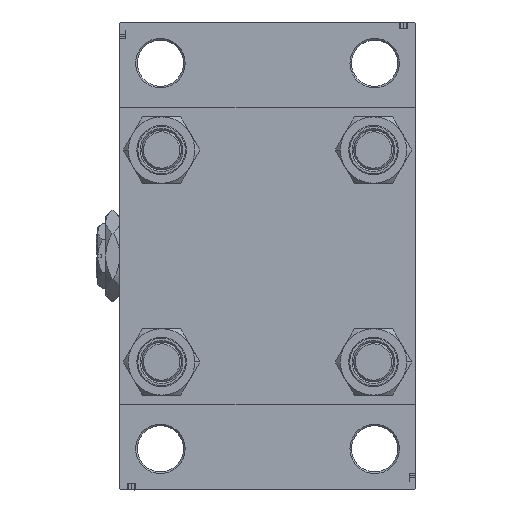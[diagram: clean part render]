
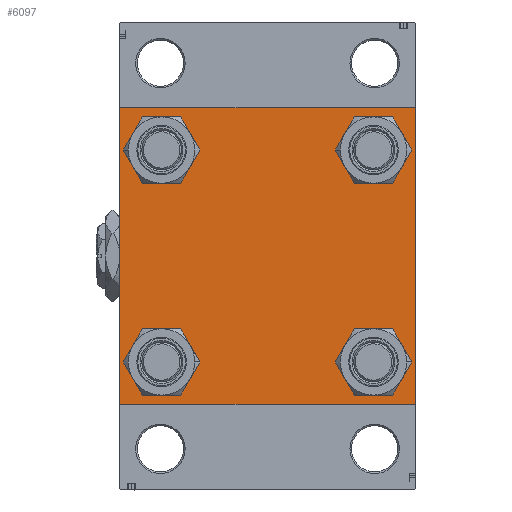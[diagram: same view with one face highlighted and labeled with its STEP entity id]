
A CAD part, left-side view. The second image highlights one B-rep face of the part: STEP entity #6097.
In plain terms, the highlighted planar face has unit normal (-1, 0, 0).
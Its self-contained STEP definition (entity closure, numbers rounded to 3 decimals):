
#305 = EDGE_CURVE ( 'NONE', #15654, #25787, #49316, .T. ) ;
#682 = CIRCLE ( 'NONE', #17253, 6.5 ) ;
#1021 = CARTESIAN_POINT ( 'NONE',  ( 0., -44.75, -44.75 ) ) ;
#1773 = CARTESIAN_POINT ( 'NONE',  ( 0., -32.15, 32.15 ) ) ;
#2220 = DIRECTION ( 'NONE',  ( 0., 0., 1. ) ) ;
#2347 = ORIENTED_EDGE ( 'NONE', *, *, #14260, .T. ) ;
#2430 = ORIENTED_EDGE ( 'NONE', *, *, #23008, .F. ) ;
#2445 = VERTEX_POINT ( 'NONE', #7487 ) ;
#2994 = LINE ( 'NONE', #50596, #13030 ) ;
#3260 = EDGE_LOOP ( 'NONE', ( #21645, #45435 ) ) ;
#4320 = CARTESIAN_POINT ( 'NONE',  ( 0., 45., -45. ) ) ;
#5037 = ORIENTED_EDGE ( 'NONE', *, *, #9309, .T. ) ;
#5122 = LINE ( 'NONE', #28152, #13673 ) ;
#5642 = CARTESIAN_POINT ( 'NONE',  ( 0., 0., 0. ) ) ;
#5808 = VECTOR ( 'NONE', #10051, 1000. ) ;
#5810 = VERTEX_POINT ( 'NONE', #10857 ) ;
#6097 = ADVANCED_FACE ( 'NONE', ( #33554, #33309, #49082, #37699, #37961 ), #21414, .T. ) ;
#6200 = DIRECTION ( 'NONE',  ( 0., 0., 1. ) ) ;
#7224 = AXIS2_PLACEMENT_3D ( 'NONE', #15201, #38464, #22429 ) ;
#7317 = EDGE_CURVE ( 'NONE', #45706, #15404, #46200, .T. ) ;
#7487 = CARTESIAN_POINT ( 'NONE',  ( 0., -45., 44.5 ) ) ;
#8382 = EDGE_LOOP ( 'NONE', ( #21943, #47031, #43499, #33975, #2430, #36877, #16458, #17259 ) ) ;
#8662 = CARTESIAN_POINT ( 'NONE',  ( 0., -32.15, -32.15 ) ) ;
#8703 = LINE ( 'NONE', #4320, #8886 ) ;
#8840 = CIRCLE ( 'NONE', #46849, 6.5 ) ;
#8886 = VECTOR ( 'NONE', #36380, 1000. ) ;
#8934 = CARTESIAN_POINT ( 'NONE',  ( 0., -32.15, -25.65 ) ) ;
#9309 = EDGE_CURVE ( 'NONE', #27560, #45678, #11683, .T. ) ;
#9799 = VERTEX_POINT ( 'NONE', #32268 ) ;
#10051 = DIRECTION ( 'NONE',  ( 0., 0., -1. ) ) ;
#10281 = DIRECTION ( 'NONE',  ( -1., 0., 0. ) ) ;
#10573 = EDGE_CURVE ( 'NONE', #2445, #45294, #5122, .T. ) ;
#10677 = CARTESIAN_POINT ( 'NONE',  ( 0., -44.5, -45. ) ) ;
#10730 = DIRECTION ( 'NONE',  ( 0., 0., 1. ) ) ;
#10789 = ORIENTED_EDGE ( 'NONE', *, *, #28115, .T. ) ;
#10857 = CARTESIAN_POINT ( 'NONE',  ( 0., -32.15, -38.65 ) ) ;
#11048 = EDGE_CURVE ( 'NONE', #44516, #20722, #43442, .T. ) ;
#11532 = ORIENTED_EDGE ( 'NONE', *, *, #48760, .T. ) ;
#11683 = CIRCLE ( 'NONE', #38941, 6.5 ) ;
#12418 = CARTESIAN_POINT ( 'NONE',  ( 0., -32.15, -32.15 ) ) ;
#13030 = VECTOR ( 'NONE', #43084, 1000. ) ;
#13673 = VECTOR ( 'NONE', #33059, 1000. ) ;
#13806 = VERTEX_POINT ( 'NONE', #37499 ) ;
#13845 = VECTOR ( 'NONE', #32541, 1000. ) ;
#14260 = EDGE_CURVE ( 'NONE', #20722, #44516, #8840, .T. ) ;
#14684 = VECTOR ( 'NONE', #34304, 1000. ) ;
#15159 = CARTESIAN_POINT ( 'NONE',  ( 0., 32.15, 32.15 ) ) ;
#15201 = CARTESIAN_POINT ( 'NONE',  ( 0., 32.15, 32.15 ) ) ;
#15404 = VERTEX_POINT ( 'NONE', #16481 ) ;
#15510 = EDGE_CURVE ( 'NONE', #25787, #37978, #8703, .T. ) ;
#15654 = VERTEX_POINT ( 'NONE', #40780 ) ;
#15751 = CARTESIAN_POINT ( 'NONE',  ( 0., 45., 45. ) ) ;
#15790 = EDGE_CURVE ( 'NONE', #13806, #9799, #2994, .T. ) ;
#16344 = EDGE_CURVE ( 'NONE', #37978, #17378, #40849, .T. ) ;
#16458 = ORIENTED_EDGE ( 'NONE', *, *, #47331, .F. ) ;
#16481 = CARTESIAN_POINT ( 'NONE',  ( 0., 32.15, 38.65 ) ) ;
#16804 = DIRECTION ( 'NONE',  ( 0., -0.707, 0.707 ) ) ;
#17253 = AXIS2_PLACEMENT_3D ( 'NONE', #8662, #43343, #36069 ) ;
#17259 = ORIENTED_EDGE ( 'NONE', *, *, #15790, .T. ) ;
#17378 = VERTEX_POINT ( 'NONE', #33410 ) ;
#19192 = CIRCLE ( 'NONE', #49762, 6.5 ) ;
#19931 = DIRECTION ( 'NONE',  ( 1., 0., 0. ) ) ;
#20445 = ORIENTED_EDGE ( 'NONE', *, *, #47382, .T. ) ;
#20722 = VERTEX_POINT ( 'NONE', #40278 ) ;
#20933 = VERTEX_POINT ( 'NONE', #8934 ) ;
#21414 = PLANE ( 'NONE',  #46155 ) ;
#21645 = ORIENTED_EDGE ( 'NONE', *, *, #46717, .T. ) ;
#21674 = DIRECTION ( 'NONE',  ( 0., 0., 1. ) ) ;
#21925 = DIRECTION ( 'NONE',  ( 0., 0., 1. ) ) ;
#21943 = ORIENTED_EDGE ( 'NONE', *, *, #34805, .T. ) ;
#22132 = CARTESIAN_POINT ( 'NONE',  ( 0., 32.15, 25.65 ) ) ;
#22429 = DIRECTION ( 'NONE',  ( 0., 0., 1. ) ) ;
#23008 = EDGE_CURVE ( 'NONE', #2445, #17378, #29720, .T. ) ;
#23376 = CARTESIAN_POINT ( 'NONE',  ( 0., 32.15, -32.15 ) ) ;
#23389 = CARTESIAN_POINT ( 'NONE',  ( 0., 32.15, -32.15 ) ) ;
#24398 = CARTESIAN_POINT ( 'NONE',  ( 0., 44.5, -45. ) ) ;
#24730 = CARTESIAN_POINT ( 'NONE',  ( 0., 32.15, -38.65 ) ) ;
#25787 = VERTEX_POINT ( 'NONE', #24398 ) ;
#26028 = EDGE_LOOP ( 'NONE', ( #2347, #32441 ) ) ;
#27071 = CIRCLE ( 'NONE', #7224, 6.5 ) ;
#27206 = DIRECTION ( 'NONE',  ( 0., 0., 1. ) ) ;
#27560 = VERTEX_POINT ( 'NONE', #31642 ) ;
#27631 = DIRECTION ( 'NONE',  ( 0., 0., -1. ) ) ;
#27898 = LINE ( 'NONE', #28937, #13845 ) ;
#28115 = EDGE_CURVE ( 'NONE', #20933, #5810, #19192, .T. ) ;
#28152 = CARTESIAN_POINT ( 'NONE',  ( 0., -44.75, 44.75 ) ) ;
#28937 = CARTESIAN_POINT ( 'NONE',  ( 0., 45., 45. ) ) ;
#29594 = EDGE_LOOP ( 'NONE', ( #20445, #5037 ) ) ;
#29720 = LINE ( 'NONE', #45485, #5808 ) ;
#30416 = DIRECTION ( 'NONE',  ( 1., 0., 0. ) ) ;
#30898 = DIRECTION ( 'NONE',  ( 1., 0., 0. ) ) ;
#31417 = DIRECTION ( 'NONE',  ( 1., 0., 0. ) ) ;
#31642 = CARTESIAN_POINT ( 'NONE',  ( 0., -32.15, 25.65 ) ) ;
#32110 = AXIS2_PLACEMENT_3D ( 'NONE', #1773, #48841, #21925 ) ;
#32268 = CARTESIAN_POINT ( 'NONE',  ( 0., 45., 44.5 ) ) ;
#32441 = ORIENTED_EDGE ( 'NONE', *, *, #11048, .T. ) ;
#32541 = DIRECTION ( 'NONE',  ( 0., -1., 0. ) ) ;
#33059 = DIRECTION ( 'NONE',  ( 0., 0.707, 0.707 ) ) ;
#33309 = FACE_BOUND ( 'NONE', #44185, .T. ) ;
#33410 = CARTESIAN_POINT ( 'NONE',  ( 0., -45., -44.5 ) ) ;
#33554 = FACE_BOUND ( 'NONE', #29594, .T. ) ;
#33975 = ORIENTED_EDGE ( 'NONE', *, *, #16344, .T. ) ;
#34056 = CARTESIAN_POINT ( 'NONE',  ( 0., 44.75, -44.75 ) ) ;
#34304 = DIRECTION ( 'NONE',  ( 0., -0.707, -0.707 ) ) ;
#34805 = EDGE_CURVE ( 'NONE', #9799, #15654, #51172, .T. ) ;
#36069 = DIRECTION ( 'NONE',  ( 0., 0., 1. ) ) ;
#36380 = DIRECTION ( 'NONE',  ( 0., -1., 0. ) ) ;
#36877 = ORIENTED_EDGE ( 'NONE', *, *, #10573, .T. ) ;
#37161 = CARTESIAN_POINT ( 'NONE',  ( 0., -32.15, 38.65 ) ) ;
#37499 = CARTESIAN_POINT ( 'NONE',  ( 0., 44.5, 45. ) ) ;
#37699 = FACE_BOUND ( 'NONE', #3260, .T. ) ;
#37961 = FACE_OUTER_BOUND ( 'NONE', #8382, .T. ) ;
#37978 = VERTEX_POINT ( 'NONE', #10677 ) ;
#38464 = DIRECTION ( 'NONE',  ( 1., 0., 0. ) ) ;
#38701 = VECTOR ( 'NONE', #16804, 1000. ) ;
#38941 = AXIS2_PLACEMENT_3D ( 'NONE', #50978, #19931, #27206 ) ;
#39166 = DIRECTION ( 'NONE',  ( 0., 0., 1. ) ) ;
#40278 = CARTESIAN_POINT ( 'NONE',  ( 0., 32.15, -25.65 ) ) ;
#40780 = CARTESIAN_POINT ( 'NONE',  ( 0., 45., -44.5 ) ) ;
#40849 = LINE ( 'NONE', #1021, #38701 ) ;
#41801 = AXIS2_PLACEMENT_3D ( 'NONE', #23389, #31417, #39166 ) ;
#43084 = DIRECTION ( 'NONE',  ( 0., 0.707, -0.707 ) ) ;
#43343 = DIRECTION ( 'NONE',  ( 1., 0., 0. ) ) ;
#43442 = CIRCLE ( 'NONE', #41801, 6.5 ) ;
#43499 = ORIENTED_EDGE ( 'NONE', *, *, #15510, .T. ) ;
#43969 = DIRECTION ( 'NONE',  ( 1., 0., 0. ) ) ;
#44084 = VECTOR ( 'NONE', #27631, 1000. ) ;
#44185 = EDGE_LOOP ( 'NONE', ( #10789, #11532 ) ) ;
#44516 = VERTEX_POINT ( 'NONE', #24730 ) ;
#45294 = VERTEX_POINT ( 'NONE', #49870 ) ;
#45435 = ORIENTED_EDGE ( 'NONE', *, *, #7317, .T. ) ;
#45485 = CARTESIAN_POINT ( 'NONE',  ( 0., -45., 45. ) ) ;
#45678 = VERTEX_POINT ( 'NONE', #37161 ) ;
#45706 = VERTEX_POINT ( 'NONE', #22132 ) ;
#46155 = AXIS2_PLACEMENT_3D ( 'NONE', #5642, #10281, #21674 ) ;
#46200 = CIRCLE ( 'NONE', #48654, 6.5 ) ;
#46717 = EDGE_CURVE ( 'NONE', #15404, #45706, #27071, .T. ) ;
#46849 = AXIS2_PLACEMENT_3D ( 'NONE', #23376, #30898, #10730 ) ;
#47031 = ORIENTED_EDGE ( 'NONE', *, *, #305, .T. ) ;
#47331 = EDGE_CURVE ( 'NONE', #13806, #45294, #27898, .T. ) ;
#47382 = EDGE_CURVE ( 'NONE', #45678, #27560, #51021, .T. ) ;
#48654 = AXIS2_PLACEMENT_3D ( 'NONE', #15159, #30416, #2220 ) ;
#48760 = EDGE_CURVE ( 'NONE', #5810, #20933, #682, .T. ) ;
#48841 = DIRECTION ( 'NONE',  ( 1., 0., 0. ) ) ;
#49082 = FACE_BOUND ( 'NONE', #26028, .T. ) ;
#49316 = LINE ( 'NONE', #34056, #14684 ) ;
#49762 = AXIS2_PLACEMENT_3D ( 'NONE', #12418, #43969, #6200 ) ;
#49870 = CARTESIAN_POINT ( 'NONE',  ( 0., -44.5, 45. ) ) ;
#50596 = CARTESIAN_POINT ( 'NONE',  ( 0., 44.75, 44.75 ) ) ;
#50978 = CARTESIAN_POINT ( 'NONE',  ( 0., -32.15, 32.15 ) ) ;
#51021 = CIRCLE ( 'NONE', #32110, 6.5 ) ;
#51172 = LINE ( 'NONE', #15751, #44084 ) ;
